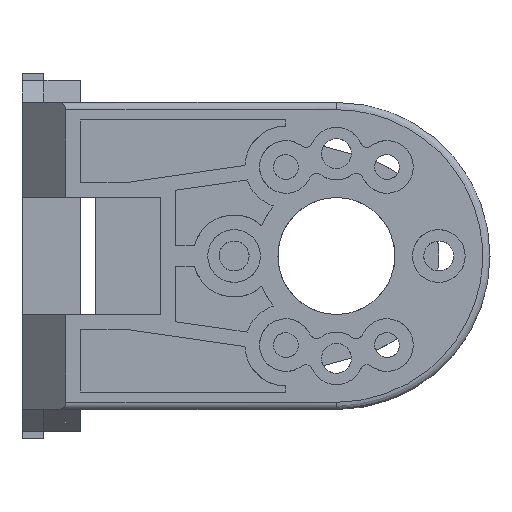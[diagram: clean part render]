
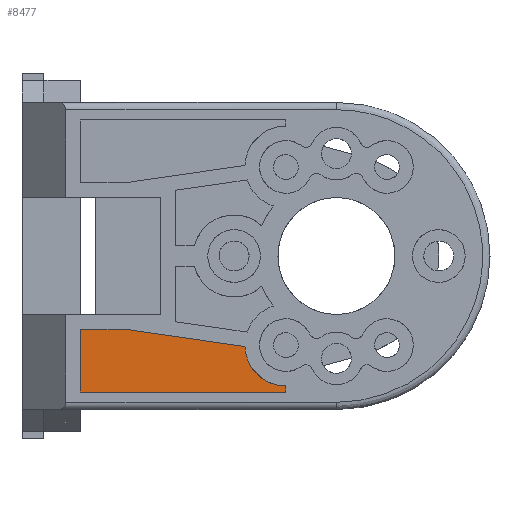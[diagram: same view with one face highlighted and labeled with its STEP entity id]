
A CAD part, left-side view. The second image highlights one B-rep face of the part: STEP entity #8477.
In plain terms, the highlighted planar face has unit normal (-1, 0, 0).
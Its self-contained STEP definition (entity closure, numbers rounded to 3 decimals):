
#62 = CARTESIAN_POINT ( 'NONE',  ( -19., 13.955, -9.3 ) ) ;
#1781 = VECTOR ( 'NONE', #2074, 1000. ) ;
#2074 = DIRECTION ( 'NONE',  ( 0., 0., 1. ) ) ;
#2076 = B_SPLINE_CURVE_WITH_KNOTS ( 'NONE', 3,
 ( #17422, #15458, #19037, #5747, #19364, #7717, #21348, #9673, #23300, #11635 ),
 .UNSPECIFIED., .F., .F.,
 ( 4, 2, 2, 2, 4 ),
 ( 0., 0.25, 0.5, 0.75, 1. ),
 .UNSPECIFIED. ) ;
#2153 = FACE_OUTER_BOUND ( 'NONE', #24640, .T. ) ;
#2272 = ORIENTED_EDGE ( 'NONE', *, *, #20304, .T. ) ;
#2548 = VERTEX_POINT ( 'NONE', #6356 ) ;
#2679 = CARTESIAN_POINT ( 'NONE',  ( -19., 28., -5. ) ) ;
#3207 = CARTESIAN_POINT ( 'NONE',  ( -19., 28., -9.3 ) ) ;
#3731 = VECTOR ( 'NONE', #12657, 1000. ) ;
#5166 = EDGE_CURVE ( 'NONE', #24286, #13324, #2076, .T. ) ;
#5391 = DIRECTION ( 'NONE',  ( 0., -1., 0. ) ) ;
#5747 = CARTESIAN_POINT ( 'NONE',  ( -19., 16.366, -7.556 ) ) ;
#6356 = CARTESIAN_POINT ( 'NONE',  ( -19., 13.955, -9.3 ) ) ;
#6363 = EDGE_CURVE ( 'NONE', #16987, #17583, #24071, .T. ) ;
#7408 = DIRECTION ( 'NONE',  ( -1., 0., 0. ) ) ;
#7717 = CARTESIAN_POINT ( 'NONE',  ( -19., 15.641, -8.352 ) ) ;
#8108 = LINE ( 'NONE', #21569, #17858 ) ;
#8341 = CARTESIAN_POINT ( 'NONE',  ( -19., 25.004, -5. ) ) ;
#8477 = ADVANCED_FACE ( 'NONE', ( #2153 ), #13117, .T. ) ;
#9673 = CARTESIAN_POINT ( 'NONE',  ( -19., 14.671, -8.818 ) ) ;
#11125 = ORIENTED_EDGE ( 'NONE', *, *, #6363, .T. ) ;
#11635 = CARTESIAN_POINT ( 'NONE',  ( -19., 13.955, -8.888 ) ) ;
#12657 = DIRECTION ( 'NONE',  ( 0., 1., 0. ) ) ;
#13117 = PLANE ( 'NONE',  #17550 ) ;
#13168 = CARTESIAN_POINT ( 'NONE',  ( -19., 28., -9.3 ) ) ;
#13178 = EDGE_CURVE ( 'NONE', #2548, #13324, #17461, .T. ) ;
#13301 = ORIENTED_EDGE ( 'NONE', *, *, #13178, .T. ) ;
#13324 = VERTEX_POINT ( 'NONE', #14125 ) ;
#13702 = VECTOR ( 'NONE', #16383, 1000. ) ;
#14125 = CARTESIAN_POINT ( 'NONE',  ( -19., 13.955, -8.888 ) ) ;
#14155 = LINE ( 'NONE', #24308, #3731 ) ;
#15458 = CARTESIAN_POINT ( 'NONE',  ( -19., 16.74, -6.547 ) ) ;
#15605 = DIRECTION ( 'NONE',  ( 0., -0.99, -0.143 ) ) ;
#16376 = VECTOR ( 'NONE', #5391, 1000. ) ;
#16383 = DIRECTION ( 'NONE',  ( 0., 0., -1. ) ) ;
#16794 = ORIENTED_EDGE ( 'NONE', *, *, #24601, .F. ) ;
#16838 = CARTESIAN_POINT ( 'NONE',  ( -19., 28., -5. ) ) ;
#16987 = VERTEX_POINT ( 'NONE', #16838 ) ;
#17422 = CARTESIAN_POINT ( 'NONE',  ( -19., 16.753, -6.19 ) ) ;
#17440 = EDGE_CURVE ( 'NONE', #19687, #16987, #14155, .T. ) ;
#17461 = LINE ( 'NONE', #62, #1781 ) ;
#17550 = AXIS2_PLACEMENT_3D ( 'NONE', #19059, #7408, #21034 ) ;
#17583 = VERTEX_POINT ( 'NONE', #3207 ) ;
#17858 = VECTOR ( 'NONE', #15605, 1000. ) ;
#19037 = CARTESIAN_POINT ( 'NONE',  ( -19., 16.658, -6.903 ) ) ;
#19059 = CARTESIAN_POINT ( 'NONE',  ( -19., 0., -10.5 ) ) ;
#19364 = CARTESIAN_POINT ( 'NONE',  ( -19., 16.157, -7.855 ) ) ;
#19687 = VERTEX_POINT ( 'NONE', #8341 ) ;
#20304 = EDGE_CURVE ( 'NONE', #17583, #2548, #22186, .T. ) ;
#20473 = ORIENTED_EDGE ( 'NONE', *, *, #5166, .F. ) ;
#21034 = DIRECTION ( 'NONE',  ( 0., 0., 1. ) ) ;
#21348 = CARTESIAN_POINT ( 'NONE',  ( -19., 15.335, -8.55 ) ) ;
#21569 = CARTESIAN_POINT ( 'NONE',  ( -19., 25.095, -4.987 ) ) ;
#22186 = LINE ( 'NONE', #13168, #16376 ) ;
#23300 = CARTESIAN_POINT ( 'NONE',  ( -19., 14.313, -8.888 ) ) ;
#23825 = CARTESIAN_POINT ( 'NONE',  ( -19., 16.753, -6.19 ) ) ;
#24071 = LINE ( 'NONE', #2679, #13702 ) ;
#24286 = VERTEX_POINT ( 'NONE', #23825 ) ;
#24308 = CARTESIAN_POINT ( 'NONE',  ( -19., 21.5, -5. ) ) ;
#24601 = EDGE_CURVE ( 'NONE', #19687, #24286, #8108, .T. ) ;
#24640 = EDGE_LOOP ( 'NONE', ( #20473, #16794, #25087, #11125, #2272, #13301 ) ) ;
#25087 = ORIENTED_EDGE ( 'NONE', *, *, #17440, .T. ) ;
